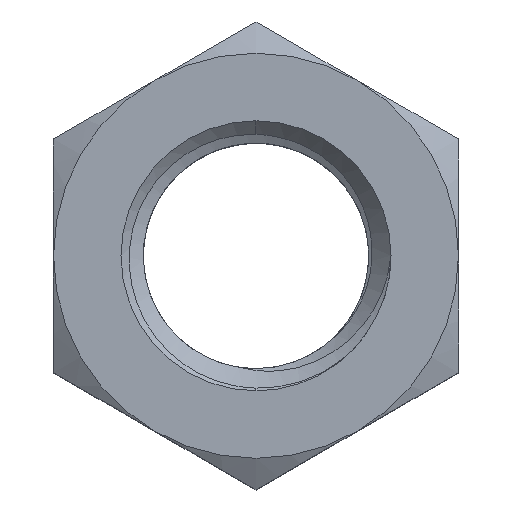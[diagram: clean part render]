
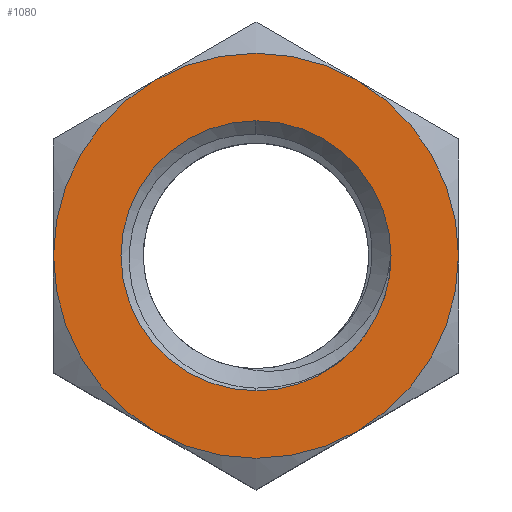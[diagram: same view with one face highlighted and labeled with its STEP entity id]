
A CAD part, top view. The second image highlights one B-rep face of the part: STEP entity #1080.
In plain terms, the highlighted planar face has unit normal (0, 0, 1).
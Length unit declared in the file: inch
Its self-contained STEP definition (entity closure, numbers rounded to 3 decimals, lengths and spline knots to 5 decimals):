
#98 = CARTESIAN_POINT ( 'NONE',  ( 0., 0.4375, 0.375 ) ) ;
#104 = ORIENTED_EDGE ( 'NONE', *, *, #2761, .T. ) ;
#149 = CARTESIAN_POINT ( 'NONE',  ( -0.65625, 0.37889, 0.375 ) ) ;
#151 = EDGE_LOOP ( 'NONE', ( #2177, #290, #2174, #1047 ) ) ;
#290 = ORIENTED_EDGE ( 'NONE', *, *, #948, .F. ) ;
#295 = CIRCLE ( 'NONE', #320, 0.65625 ) ;
#300 = DIRECTION ( 'NONE',  ( 1., 0., 0. ) ) ;
#320 = AXIS2_PLACEMENT_3D ( 'NONE', #1387, #2855, #1130 ) ;
#368 = AXIS2_PLACEMENT_3D ( 'NONE', #1182, #1213, #1682 ) ;
#394 = DIRECTION ( 'NONE',  ( 1., 0., 0. ) ) ;
#429 = ORIENTED_EDGE ( 'NONE', *, *, #1694, .T. ) ;
#491 = CIRCLE ( 'NONE', #1800, 0.4375 ) ;
#498 = EDGE_CURVE ( 'NONE', #1307, #2140, #2088, .T. ) ;
#523 = CIRCLE ( 'NONE', #368, 0.65625 ) ;
#525 = CARTESIAN_POINT ( 'NONE',  ( 0.65625, 0., 0.375 ) ) ;
#552 = CARTESIAN_POINT ( 'NONE',  ( 0.32813, 0.56833, 0.375 ) ) ;
#570 = CARTESIAN_POINT ( 'NONE',  ( -0.65625, 0., 0.375 ) ) ;
#579 = CARTESIAN_POINT ( 'NONE',  ( 0., 0., 0.375 ) ) ;
#603 = VERTEX_POINT ( 'NONE', #3167 ) ;
#611 = AXIS2_PLACEMENT_3D ( 'NONE', #2861, #1878, #1112 ) ;
#633 = EDGE_CURVE ( 'NONE', #2283, #2437, #946, .T. ) ;
#790 = DIRECTION ( 'NONE',  ( 1., 0., 0. ) ) ;
#826 = EDGE_LOOP ( 'NONE', ( #2714, #2318, #1360, #1443, #429, #104 ) ) ;
#845 = EDGE_CURVE ( 'NONE', #2749, #3103, #491, .T. ) ;
#939 = VERTEX_POINT ( 'NONE', #552 ) ;
#946 = CIRCLE ( 'NONE', #3083, 0.4375 ) ;
#947 = DIRECTION ( 'NONE',  ( 0., 0., 1. ) ) ;
#948 = EDGE_CURVE ( 'NONE', #2437, #2749, #2377, .T. ) ;
#971 = CIRCLE ( 'NONE', #1258, 0.65625 ) ;
#997 = CARTESIAN_POINT ( 'NONE',  ( 0., 0., 0.375 ) ) ;
#1047 = ORIENTED_EDGE ( 'NONE', *, *, #2336, .F. ) ;
#1080 = ADVANCED_FACE ( 'NONE', ( #1171, #2418 ), #1597, .T. ) ;
#1112 = DIRECTION ( 'NONE',  ( 1., 0., 0. ) ) ;
#1130 = DIRECTION ( 'NONE',  ( 1., 0., 0. ) ) ;
#1162 = CARTESIAN_POINT ( 'NONE',  ( -0.32813, 0.56833, 0.375 ) ) ;
#1171 = FACE_BOUND ( 'NONE', #151, .T. ) ;
#1178 = DIRECTION ( 'NONE',  ( 1., 0., 0. ) ) ;
#1182 = CARTESIAN_POINT ( 'NONE',  ( 0., 0., 0.375 ) ) ;
#1213 = DIRECTION ( 'NONE',  ( 0., 0., 1. ) ) ;
#1244 = DIRECTION ( 'NONE',  ( 0., 0., 1. ) ) ;
#1258 = AXIS2_PLACEMENT_3D ( 'NONE', #1943, #2183, #1178 ) ;
#1289 = EDGE_CURVE ( 'NONE', #2009, #939, #1667, .T. ) ;
#1307 = VERTEX_POINT ( 'NONE', #1162 ) ;
#1350 = VERTEX_POINT ( 'NONE', #2176 ) ;
#1360 = ORIENTED_EDGE ( 'NONE', *, *, #2383, .T. ) ;
#1387 = CARTESIAN_POINT ( 'NONE',  ( 0., 0., 0.375 ) ) ;
#1443 = ORIENTED_EDGE ( 'NONE', *, *, #498, .T. ) ;
#1489 = AXIS2_PLACEMENT_3D ( 'NONE', #2908, #2192, #2199 ) ;
#1548 = DIRECTION ( 'NONE',  ( 0., 0., 1. ) ) ;
#1597 = PLANE ( 'NONE',  #1952 ) ;
#1633 = CIRCLE ( 'NONE', #2783, 0.4375 ) ;
#1667 = CIRCLE ( 'NONE', #1489, 0.65625 ) ;
#1682 = DIRECTION ( 'NONE',  ( 1., 0., 0. ) ) ;
#1694 = EDGE_CURVE ( 'NONE', #2140, #1350, #295, .T. ) ;
#1702 = CARTESIAN_POINT ( 'NONE',  ( 0.30996, -0.30876, 0.375 ) ) ;
#1772 = CIRCLE ( 'NONE', #2539, 0.65625 ) ;
#1800 = AXIS2_PLACEMENT_3D ( 'NONE', #997, #2462, #2730 ) ;
#1838 = DIRECTION ( 'NONE',  ( 0., 0., 1. ) ) ;
#1878 = DIRECTION ( 'NONE',  ( 0., 0., 1. ) ) ;
#1899 = CARTESIAN_POINT ( 'NONE',  ( 0., -0.4375, 0.375 ) ) ;
#1935 = CARTESIAN_POINT ( 'NONE',  ( 0.4375, 0., 0.375 ) ) ;
#1943 = CARTESIAN_POINT ( 'NONE',  ( 0., 0., 0.375 ) ) ;
#1952 = AXIS2_PLACEMENT_3D ( 'NONE', #149, #1838, #394 ) ;
#2009 = VERTEX_POINT ( 'NONE', #525 ) ;
#2088 = CIRCLE ( 'NONE', #611, 0.65625 ) ;
#2140 = VERTEX_POINT ( 'NONE', #570 ) ;
#2174 = ORIENTED_EDGE ( 'NONE', *, *, #633, .F. ) ;
#2176 = CARTESIAN_POINT ( 'NONE',  ( -0.32813, -0.56833, 0.375 ) ) ;
#2177 = ORIENTED_EDGE ( 'NONE', *, *, #845, .F. ) ;
#2183 = DIRECTION ( 'NONE',  ( 0., 0., 1. ) ) ;
#2188 = DIRECTION ( 'NONE',  ( 0., 0., 1. ) ) ;
#2192 = DIRECTION ( 'NONE',  ( 0., 0., 1. ) ) ;
#2199 = DIRECTION ( 'NONE',  ( 1., 0., 0. ) ) ;
#2244 = CARTESIAN_POINT ( 'NONE',  ( 0., 0., 0.375 ) ) ;
#2283 = VERTEX_POINT ( 'NONE', #1899 ) ;
#2318 = ORIENTED_EDGE ( 'NONE', *, *, #1289, .T. ) ;
#2336 = EDGE_CURVE ( 'NONE', #3103, #2283, #1633, .T. ) ;
#2377 = CIRCLE ( 'NONE', #2653, 0.4375 ) ;
#2383 = EDGE_CURVE ( 'NONE', #939, #1307, #523, .T. ) ;
#2418 = FACE_OUTER_BOUND ( 'NONE', #826, .T. ) ;
#2428 = CARTESIAN_POINT ( 'NONE',  ( 0., 0., 0.375 ) ) ;
#2437 = VERTEX_POINT ( 'NONE', #1702 ) ;
#2443 = CARTESIAN_POINT ( 'NONE',  ( 0., 0., 0.375 ) ) ;
#2462 = DIRECTION ( 'NONE',  ( 0., 0., 1. ) ) ;
#2539 = AXIS2_PLACEMENT_3D ( 'NONE', #579, #1548, #790 ) ;
#2653 = AXIS2_PLACEMENT_3D ( 'NONE', #2244, #1244, #300 ) ;
#2657 = DIRECTION ( 'NONE',  ( 1., 0., 0. ) ) ;
#2706 = DIRECTION ( 'NONE',  ( 1., 0., 0. ) ) ;
#2714 = ORIENTED_EDGE ( 'NONE', *, *, #3138, .T. ) ;
#2730 = DIRECTION ( 'NONE',  ( 1., 0., 0. ) ) ;
#2749 = VERTEX_POINT ( 'NONE', #1935 ) ;
#2761 = EDGE_CURVE ( 'NONE', #1350, #603, #971, .T. ) ;
#2783 = AXIS2_PLACEMENT_3D ( 'NONE', #2443, #947, #2706 ) ;
#2855 = DIRECTION ( 'NONE',  ( 0., 0., 1. ) ) ;
#2861 = CARTESIAN_POINT ( 'NONE',  ( 0., 0., 0.375 ) ) ;
#2908 = CARTESIAN_POINT ( 'NONE',  ( 0., 0., 0.375 ) ) ;
#3083 = AXIS2_PLACEMENT_3D ( 'NONE', #2428, #2188, #2657 ) ;
#3103 = VERTEX_POINT ( 'NONE', #98 ) ;
#3138 = EDGE_CURVE ( 'NONE', #603, #2009, #1772, .T. ) ;
#3167 = CARTESIAN_POINT ( 'NONE',  ( 0.32813, -0.56833, 0.375 ) ) ;
